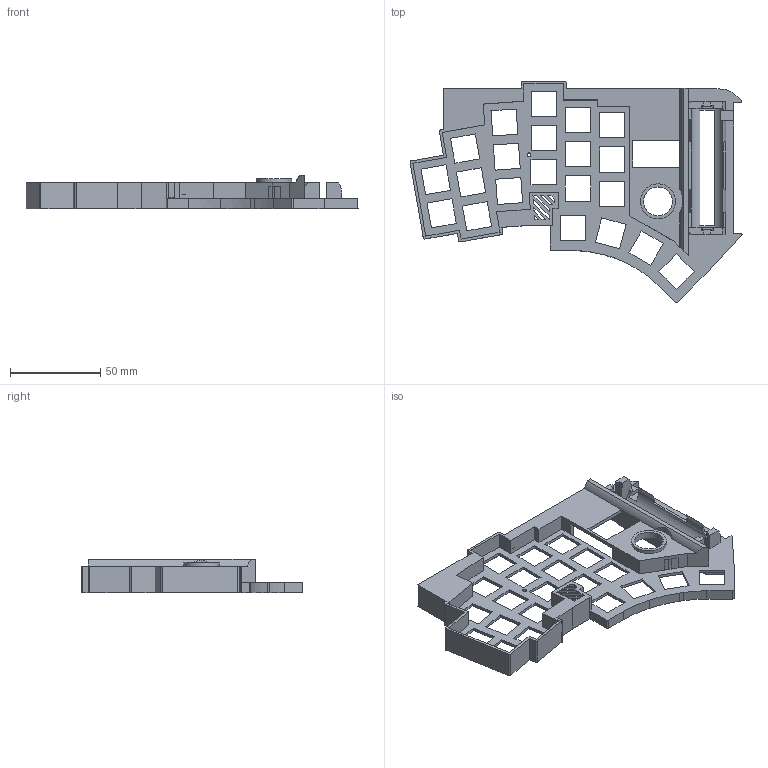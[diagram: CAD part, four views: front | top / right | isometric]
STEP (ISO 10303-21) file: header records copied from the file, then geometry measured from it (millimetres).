
FILE_DESCRIPTION(/* description */ (''),/* implementation_level */ '2;1');
FILE_NAME(/* name */ 'CaseLeft.step',/* time_stamp */ '2023-10-25T10:09:55-07:00',/* author */ (''),/* organization */ (''),/* preprocessor_version */ 'ST-DEVELOPER v20',/* originating_system */ 'Autodesk Translation Framework v12.14.0.127',/* authorisation */ '');
FILE_SCHEMA (('AUTOMOTIVE_DESIGN { 1 0 10303 214 3 1 1 }'));
Length unit declared in the file: millimetre
Products named in the file (1): polydactyl-body-right-mod
Bounding box: 184.23 x 123.02 x 18.5 mm (x, y, z)
Volume: 46341.4 mm3; surface area: 42067.6 mm2
Topology: 1 solids, 1 shells, 399 faces, 1183 edges, 781 vertices
Faces by surface type: plane 339, cylinder 43, bspline 11, cone 6
Full cylindrical faces by diameter (mm): 3.5 x9, 16 x1, 19.5 x1
Entity records: 13707 total; most frequent: CARTESIAN_POINT 2860, ORIENTED_EDGE 2354, DIRECTION 2031, EDGE_CURVE 1177, LINE 1043, VECTOR 1043, VERTEX_POINT 781, AXIS2_PLACEMENT_3D 494
